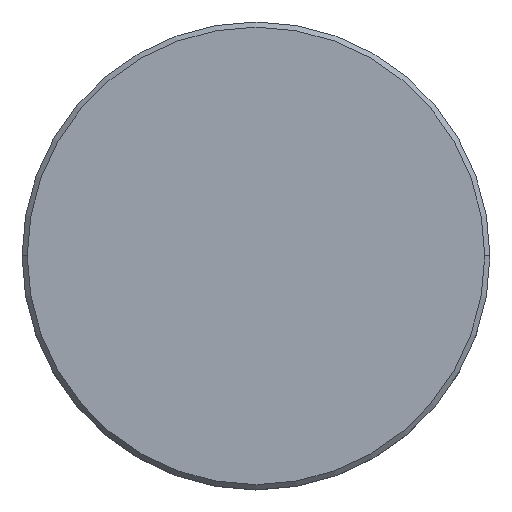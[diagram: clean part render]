
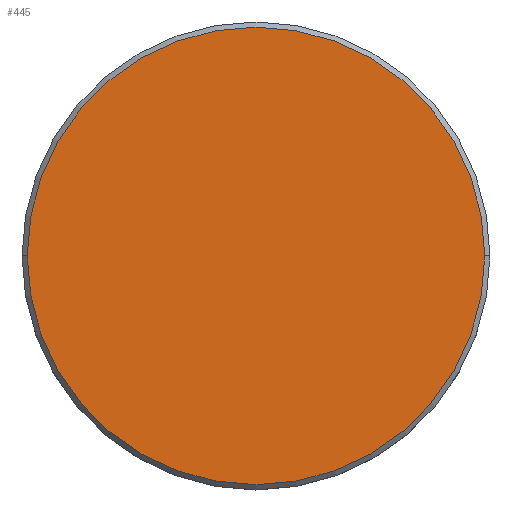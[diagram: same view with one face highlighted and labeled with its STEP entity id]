
A CAD part, top view. The second image highlights one B-rep face of the part: STEP entity #445.
In plain terms, the highlighted planar face has unit normal (0, 0, 1).
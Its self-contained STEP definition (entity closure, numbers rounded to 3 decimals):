
#14 = AXIS2_PLACEMENT_3D ( 'NONE', #399, #587, #588 ) ;
#31 = PLANE ( 'NONE',  #14 ) ;
#35 = DIRECTION ( 'NONE',  ( 1., 0., 0. ) ) ;
#51 = AXIS2_PLACEMENT_3D ( 'NONE', #77, #477, #35 ) ;
#74 = FACE_OUTER_BOUND ( 'NONE', #384, .T. ) ;
#77 = CARTESIAN_POINT ( 'NONE',  ( 0., 0., 0. ) ) ;
#105 = ORIENTED_EDGE ( 'NONE', *, *, #109, .T. ) ;
#109 = EDGE_CURVE ( 'NONE', #534, #229, #496, .T. ) ;
#114 = CARTESIAN_POINT ( 'NONE',  ( 22., 0., 0. ) ) ;
#163 = DIRECTION ( 'NONE',  ( 0., 0., 1. ) ) ;
#188 = DIRECTION ( 'NONE',  ( 1., 0., 0. ) ) ;
#193 = AXIS2_PLACEMENT_3D ( 'NONE', #215, #163, #188 ) ;
#215 = CARTESIAN_POINT ( 'NONE',  ( 0., 0., 0. ) ) ;
#229 = VERTEX_POINT ( 'NONE', #114 ) ;
#384 = EDGE_LOOP ( 'NONE', ( #105, #542 ) ) ;
#392 = EDGE_CURVE ( 'NONE', #229, #534, #498, .T. ) ;
#399 = CARTESIAN_POINT ( 'NONE',  ( 0., 0., 0. ) ) ;
#411 = CARTESIAN_POINT ( 'NONE',  ( -22., 0., 0. ) ) ;
#445 = ADVANCED_FACE ( 'NONE', ( #74 ), #31, .T. ) ;
#477 = DIRECTION ( 'NONE',  ( 0., 0., 1. ) ) ;
#496 = CIRCLE ( 'NONE', #193, 22. ) ;
#498 = CIRCLE ( 'NONE', #51, 22. ) ;
#534 = VERTEX_POINT ( 'NONE', #411 ) ;
#542 = ORIENTED_EDGE ( 'NONE', *, *, #392, .T. ) ;
#587 = DIRECTION ( 'NONE',  ( 0., 0., 1. ) ) ;
#588 = DIRECTION ( 'NONE',  ( 1., 0., 0. ) ) ;
